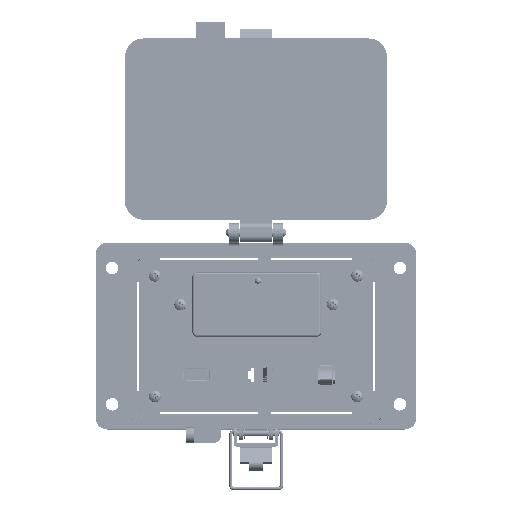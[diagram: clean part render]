
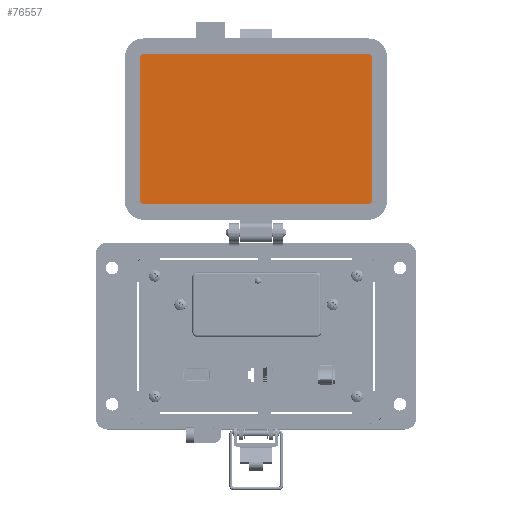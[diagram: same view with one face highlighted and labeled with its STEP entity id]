
A CAD part, top view. The second image highlights one B-rep face of the part: STEP entity #76557.
In plain terms, the highlighted planar face has unit normal (0, 0, 1).
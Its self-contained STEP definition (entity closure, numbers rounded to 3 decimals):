
#2115 = CARTESIAN_POINT ( 'NONE',  ( 59.502, 69.55, 8.694 ) ) ;
#3988 = CARTESIAN_POINT ( 'NONE',  ( -57.72, 143.334, 8.694 ) ) ;
#8093 = VERTEX_POINT ( 'NONE', #129923 ) ;
#9204 = AXIS2_PLACEMENT_3D ( 'NONE', #12423, #102770, #25420 ) ;
#10410 = CARTESIAN_POINT ( 'NONE',  ( -59.505, 69.55, 8.694 ) ) ;
#10976 = DIRECTION ( 'NONE',  ( 0., 1., 0. ) ) ;
#11400 = ORIENTED_EDGE ( 'NONE', *, *, #25011, .F. ) ;
#12423 = CARTESIAN_POINT ( 'NONE',  ( -30.745, 145.119, 8.694 ) ) ;
#15708 = CARTESIAN_POINT ( 'NONE',  ( 57.717, 143.334, 8.694 ) ) ;
#17057 = DIRECTION ( 'NONE',  ( 0., -1., 0. ) ) ;
#20914 = AXIS2_PLACEMENT_3D ( 'NONE', #122170, #44737, #135183 ) ;
#21065 = AXIS2_PLACEMENT_3D ( 'NONE', #15708, #106041, #28646 ) ;
#21843 = CIRCLE ( 'NONE', #21065, 1.785 ) ;
#25011 = EDGE_CURVE ( 'NONE', #129007, #8093, #166555, .T. ) ;
#25420 = DIRECTION ( 'NONE',  ( 0., -1., 0. ) ) ;
#27309 = DIRECTION ( 'NONE',  ( 0., 0., -1. ) ) ;
#27508 = AXIS2_PLACEMENT_3D ( 'NONE', #3988, #94423, #17057 ) ;
#28646 = DIRECTION ( 'NONE',  ( 0., -1., 0. ) ) ;
#41686 = ORIENTED_EDGE ( 'NONE', *, *, #150365, .F. ) ;
#42323 = DIRECTION ( 'NONE',  ( 0., -1., 0. ) ) ;
#42900 = CARTESIAN_POINT ( 'NONE',  ( 57.717, 145.119, 8.694 ) ) ;
#42919 = EDGE_LOOP ( 'NONE', ( #101239, #133391, #156379, #87111, #11400, #122951, #41686, #140308 ) ) ;
#44366 = FACE_OUTER_BOUND ( 'NONE', #42919, .T. ) ;
#44737 = DIRECTION ( 'NONE',  ( 0., 0., -1. ) ) ;
#47243 = DIRECTION ( 'NONE',  ( -1., 0., 0. ) ) ;
#47575 = VERTEX_POINT ( 'NONE', #65035 ) ;
#57777 = LINE ( 'NONE', #106716, #88109 ) ;
#61706 = LINE ( 'NONE', #42900, #92049 ) ;
#62854 = CARTESIAN_POINT ( 'NONE',  ( -59.505, 143.334, 8.694 ) ) ;
#65035 = CARTESIAN_POINT ( 'NONE',  ( -59.505, 143.334, 8.694 ) ) ;
#65604 = EDGE_CURVE ( 'NONE', #79241, #95374, #61706, .T. ) ;
#72611 = CARTESIAN_POINT ( 'NONE',  ( -57.72, 67.765, 8.694 ) ) ;
#76067 = LINE ( 'NONE', #72611, #144877 ) ;
#76119 = LINE ( 'NONE', #62854, #144924 ) ;
#76390 = VERTEX_POINT ( 'NONE', #98312 ) ;
#76557 = ADVANCED_FACE ( 'NONE', ( #44366 ), #115284, .T. ) ;
#79241 = VERTEX_POINT ( 'NONE', #167136 ) ;
#83648 = EDGE_CURVE ( 'NONE', #8093, #106120, #76067, .T. ) ;
#87111 = ORIENTED_EDGE ( 'NONE', *, *, #83648, .F. ) ;
#88109 = VECTOR ( 'NONE', #42323, 1000. ) ;
#92042 = CARTESIAN_POINT ( 'NONE',  ( -57.72, 67.765, 8.694 ) ) ;
#92049 = VECTOR ( 'NONE', #93167, 1000. ) ;
#93167 = DIRECTION ( 'NONE',  ( 1., 0., 0. ) ) ;
#94423 = DIRECTION ( 'NONE',  ( 0., 0., -1. ) ) ;
#95374 = VERTEX_POINT ( 'NONE', #167512 ) ;
#97601 = VERTEX_POINT ( 'NONE', #10410 ) ;
#98312 = CARTESIAN_POINT ( 'NONE',  ( 59.502, 143.334, 8.694 ) ) ;
#101239 = ORIENTED_EDGE ( 'NONE', *, *, #143522, .F. ) ;
#102770 = DIRECTION ( 'NONE',  ( 0., 0., 1. ) ) ;
#104700 = CARTESIAN_POINT ( 'NONE',  ( -57.72, 69.55, 8.694 ) ) ;
#106041 = DIRECTION ( 'NONE',  ( 0., 0., -1. ) ) ;
#106120 = VERTEX_POINT ( 'NONE', #92042 ) ;
#106716 = CARTESIAN_POINT ( 'NONE',  ( 59.502, 69.55, 8.694 ) ) ;
#108304 = CIRCLE ( 'NONE', #27508, 1.785 ) ;
#115284 = PLANE ( 'NONE',  #9204 ) ;
#117793 = DIRECTION ( 'NONE',  ( 0., -1., 0. ) ) ;
#121746 = AXIS2_PLACEMENT_3D ( 'NONE', #104700, #27309, #117793 ) ;
#122170 = CARTESIAN_POINT ( 'NONE',  ( 57.717, 69.55, 8.694 ) ) ;
#122951 = ORIENTED_EDGE ( 'NONE', *, *, #124062, .F. ) ;
#123914 = CIRCLE ( 'NONE', #121746, 1.785 ) ;
#124062 = EDGE_CURVE ( 'NONE', #76390, #129007, #57777, .T. ) ;
#129007 = VERTEX_POINT ( 'NONE', #2115 ) ;
#129923 = CARTESIAN_POINT ( 'NONE',  ( 57.717, 67.765, 8.694 ) ) ;
#133391 = ORIENTED_EDGE ( 'NONE', *, *, #152033, .F. ) ;
#135183 = DIRECTION ( 'NONE',  ( 0., -1., 0. ) ) ;
#140308 = ORIENTED_EDGE ( 'NONE', *, *, #65604, .F. ) ;
#143522 = EDGE_CURVE ( 'NONE', #47575, #79241, #108304, .T. ) ;
#144576 = EDGE_CURVE ( 'NONE', #106120, #97601, #123914, .T. ) ;
#144877 = VECTOR ( 'NONE', #47243, 1000. ) ;
#144924 = VECTOR ( 'NONE', #10976, 1000. ) ;
#150365 = EDGE_CURVE ( 'NONE', #95374, #76390, #21843, .T. ) ;
#152033 = EDGE_CURVE ( 'NONE', #97601, #47575, #76119, .T. ) ;
#156379 = ORIENTED_EDGE ( 'NONE', *, *, #144576, .F. ) ;
#166555 = CIRCLE ( 'NONE', #20914, 1.785 ) ;
#167136 = CARTESIAN_POINT ( 'NONE',  ( -57.72, 145.119, 8.694 ) ) ;
#167512 = CARTESIAN_POINT ( 'NONE',  ( 57.717, 145.119, 8.694 ) ) ;
